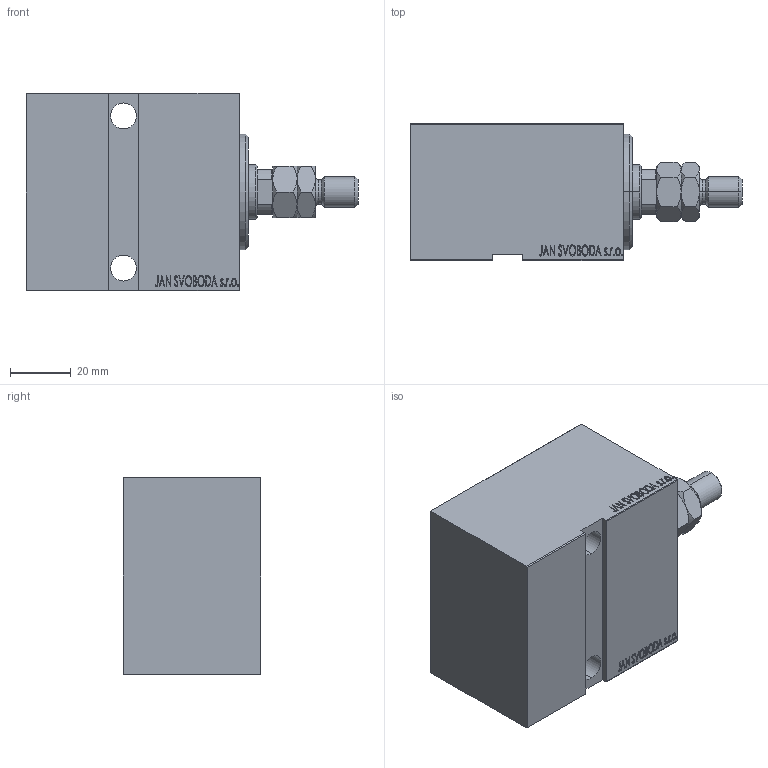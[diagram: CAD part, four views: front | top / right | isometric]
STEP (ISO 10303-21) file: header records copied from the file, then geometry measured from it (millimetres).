
FILE_DESCRIPTION (( 'STEP AP203' ), '1' );
FILE_NAME ('c32e.STEP', '2021-05-17T10:24:55', ( '' ), ( '' ), 'SwSTEP 2.0', 'SolidWorks 2019', '' );
FILE_SCHEMA (( 'CONFIG_CONTROL_DESIGN' ));
Length unit declared in the file: millimetre
Products named in the file (5): V450CM_E e39339d5f6836367ead938811c50bc11; MTA e39339d5f6836367ead938811c50bc11; c32e; V450CM_E_VCP e39339d5f6836367ead938811c50bc11; V450CM_VC_B e39339d5f6836367ead938811c50bc11
Assembly tree (4 placements, depth 2):
  c32e
    V450CM_E e39339d5f6836367ead938811c50bc11
    V450CM_E_VCP e39339d5f6836367ead938811c50bc11
    V450CM_VC_B e39339d5f6836367ead938811c50bc11
    MTA e39339d5f6836367ead938811c50bc11
Bounding box: 109 x 45 x 65 mm (x, y, z)
Volume: 198170.3 mm3; surface area: 41715.7 mm2
Topology: 4 solids, 4 shells, 882 faces, 2248 edges, 1479 vertices
Faces by surface type: plane 420, bspline 380, cone 42, cylinder 38, torus 2
Entity records: 44021 total; most frequent: CARTESIAN_POINT 24786, ORIENTED_EDGE 4492, DIRECTION 2564, EDGE_CURVE 2246, VERTEX_POINT 1479, LINE 1314, VECTOR 1314, EDGE_LOOP 995
